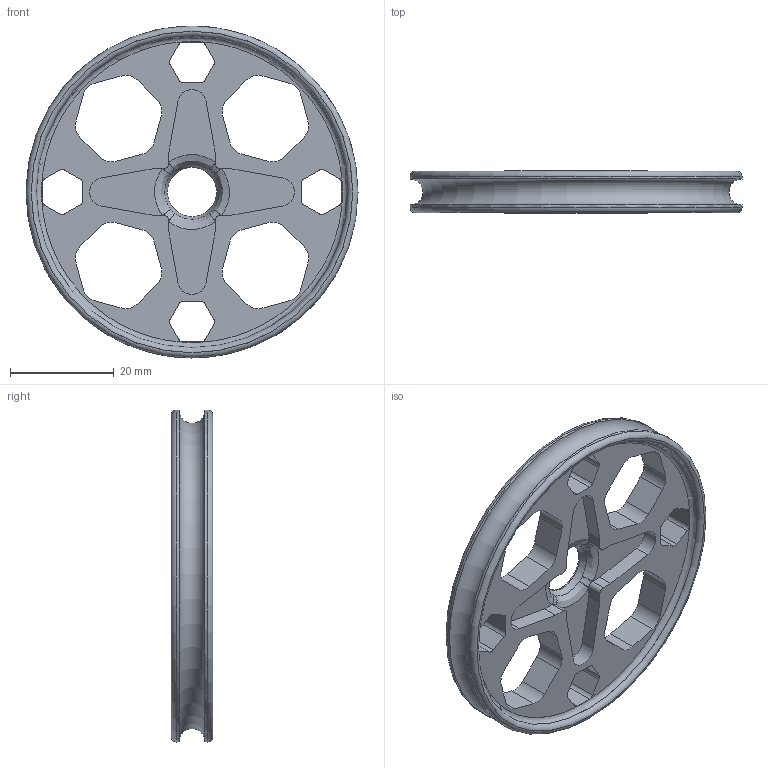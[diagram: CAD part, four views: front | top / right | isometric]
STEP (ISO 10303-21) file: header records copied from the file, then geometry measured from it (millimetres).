
FILE_DESCRIPTION(('FreeCAD Model'),'2;1');
FILE_NAME('Evolution_rueda.step','2015-03-17T14:16:36',('Author' ),(''),'Open CASCADE STEP processor 6.7','FreeCAD','Unknown');
FILE_SCHEMA(('AUTOMOTIVE_DESIGN_CC2 { 1 2 10303 214 -1 1 5 4 }'));
Length unit declared in the file: millimetre
Products named in the file (1): RUEDA_1--[Diferencia]_Rueda_Toroide
Bounding box: 64 x 8 x 64 mm (x, y, z)
Volume: 10030.2 mm3; surface area: 8702.7 mm2
Topology: 1 solids, 1 shells, 153 faces, 429 edges, 280 vertices
Faces by surface type: plane 71, cylinder 60, bspline 16, torus 5, sphere 1
Full cylindrical faces by diameter (mm): 9.5 x1, 60 x1, 64 x2
Entity records: 11824 total; most frequent: CARTESIAN_POINT 4035, DIRECTION 1255, ORIENTED_EDGE 858, PCURVE 858, DEFINITIONAL_REPRESENTATION 858, LINE 680, VECTOR 680, EDGE_CURVE 429
